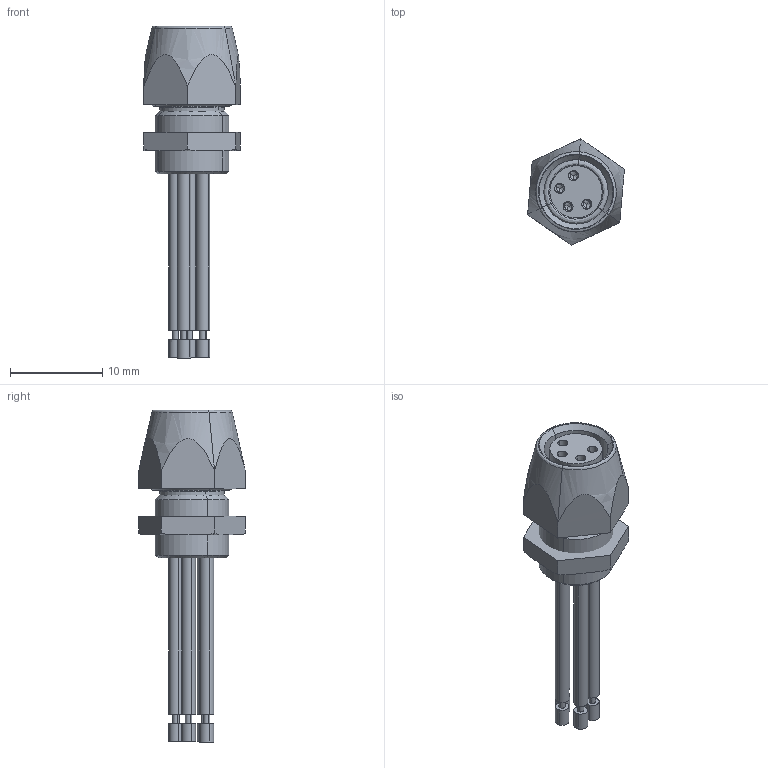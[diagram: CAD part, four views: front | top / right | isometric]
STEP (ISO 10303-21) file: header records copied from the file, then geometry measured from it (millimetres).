
FILE_DESCRIPTION(('CATIA V5 STEP Exchange','CAx-IF Rec.Pracs.--- Model Styling and Organization---1.4--- 2014-01-23'),'2;1');
FILE_NAME ('394938-3_0', '2020-07-17T07:54:27+00:00', ('none'), ('Weidmueller'), 'CATIA Version 5-6 Release 2016 SP3 HF44', 'CATIA V5 STEP AP214', 'none');
FILE_SCHEMA(('AUTOMOTIVE_DESIGN { 1 0 10303 214 1 1 1 1 }'));
Length unit declared in the file: millimetre
Products named in the file (1): 1985400000
Bounding box: 10.47 x 11.5 x 35.9 mm (x, y, z)
Volume: 965.5 mm3; surface area: 2458.3 mm2
Topology: 13 solids, 13 shells, 525 faces, 1338 edges, 850 vertices
Faces by surface type: bspline 417, plane 108
Entity records: 17849 total; most frequent: CARTESIAN_POINT 10175, ORIENTED_EDGE 2628, EDGE_CURVE 1314, VERTEX_POINT 850, EDGE_LOOP 584, ADVANCED_FACE 525, FACE_OUTER_BOUND 525, B_SPLINE_CURVE_WITH_KNOTS 451
